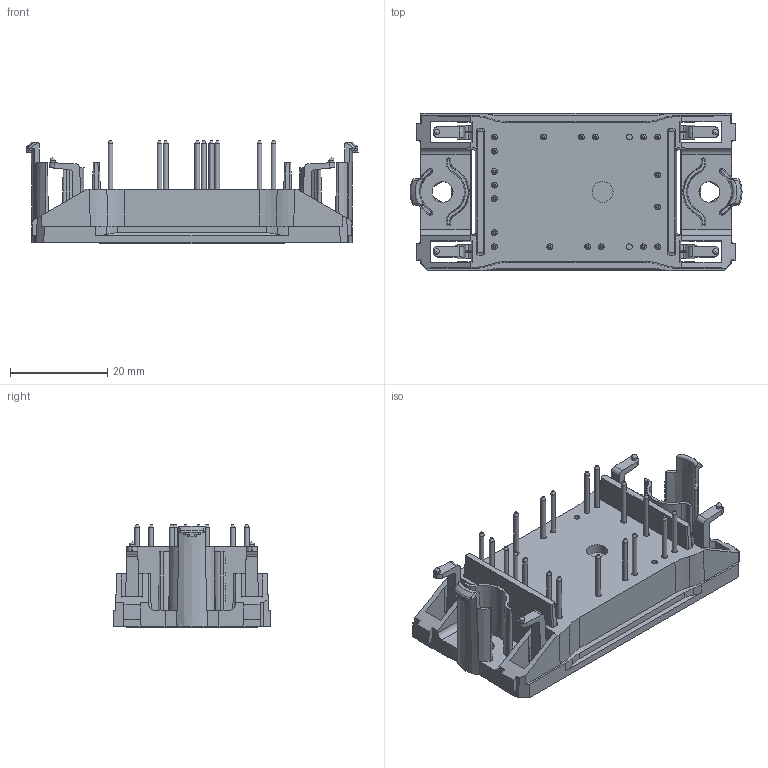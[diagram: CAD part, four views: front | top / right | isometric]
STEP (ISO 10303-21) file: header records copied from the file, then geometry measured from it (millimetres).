
FILE_DESCRIPTION(/* description */ ('Unknown'),/* implementation_level */ '2;1');
FILE_NAME(/* name */ 'Part3',/* time_stamp */ '2016-04-04T15:40:49+02:00',/* author */ ('Unknown'),/* organization */ ('Unknown'),/* preprocessor_version */ 'ST-DEVELOPER v16',/* originating_system */ 'DEX',/* authorisation */ $);
FILE_SCHEMA (('AUTOMOTIVE_DESIGN {1 0 10303 214 3 1 1}'));
Length unit declared in the file: millimetre
Products named in the file (1): Part3
Bounding box: 68.4 x 32.5 x 21.23 mm (x, y, z)
Volume: 17489.8 mm3; surface area: 11021.4 mm2
Topology: 1 solids, 1 shells, 505 faces, 1341 edges, 872 vertices
Faces by surface type: plane 294, cylinder 125, cone 74, sphere 4, torus 4, bspline 4
Full cylindrical faces by diameter (mm): 1 x19, 1.1 x4, 1.2 x21, 4.3 x1
Entity records: 18881 total; most frequent: CARTESIAN_POINT 3188, DIRECTION 2556, ORIENTED_EDGE 2396, EDGE_CURVE 1198, AXIS2_PLACEMENT_3D 905, VERTEX_POINT 822, LINE 746, VECTOR 746
